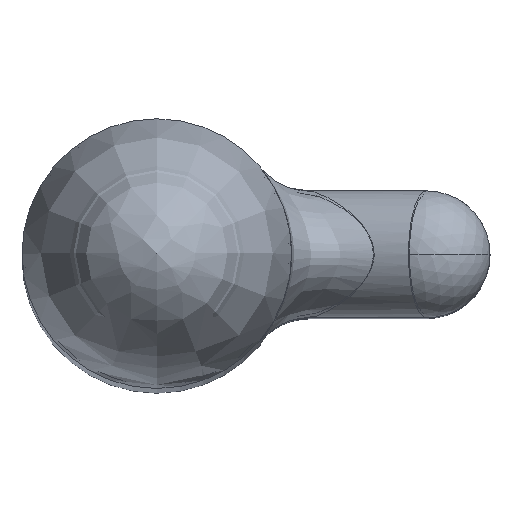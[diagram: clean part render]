
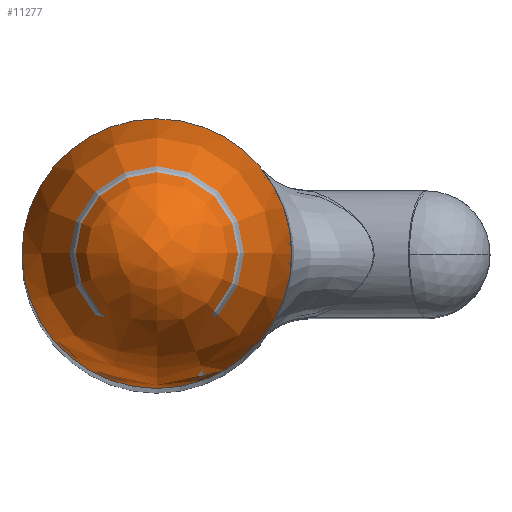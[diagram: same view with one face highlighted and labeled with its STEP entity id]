
A CAD part, top view. The second image highlights one B-rep face of the part: STEP entity #11277.
In plain terms, the highlighted free-form (B-spline) face has degree [3, 2] with [4, 9] control points.
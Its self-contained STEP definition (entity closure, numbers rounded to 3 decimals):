
#1361 = EDGE_CURVE('',#1362,#1364,#1366,.T.);
#1362 = VERTEX_POINT('',#1363);
#1363 = CARTESIAN_POINT('',(0.,-42.5,850.));
#1364 = VERTEX_POINT('',#1365);
#1365 = CARTESIAN_POINT('',(-42.5,0.,850.));
#1366 = CIRCLE('',#1367,42.5);
#1367 = AXIS2_PLACEMENT_3D('',#1368,#1369,#1370);
#1368 = CARTESIAN_POINT('',(0.,0.,850.));
#1369 = DIRECTION('',(0.,0.,1.));
#1370 = DIRECTION('',(1.,0.,-0.));
#1372 = EDGE_CURVE('',#1364,#1362,#1373,.T.);
#1373 = CIRCLE('',#1374,42.5);
#1374 = AXIS2_PLACEMENT_3D('',#1375,#1376,#1377);
#1375 = CARTESIAN_POINT('',(0.,0.,850.));
#1376 = DIRECTION('',(0.,0.,1.));
#1377 = DIRECTION('',(1.,0.,-0.));
#11277 = ADVANCED_FACE('',(#11278),#11292,.T.);
#11278 = FACE_BOUND('',#11279,.T.);
#11279 = EDGE_LOOP('',(#11280,#11289,#11290,#11291));
#11280 = ORIENTED_EDGE('',*,*,#11281,.F.);
#11281 = EDGE_CURVE('',#11282,#1362,#11284,.T.);
#11282 = VERTEX_POINT('',#11283);
#11283 = CARTESIAN_POINT('',(0.,0.,920.));
#11284 = B_SPLINE_CURVE_WITH_KNOTS('',3,(#11285,#11286,#11287,#11288),
  .UNSPECIFIED.,.F.,.F.,(4,4),(0.,1.),.PIECEWISE_BEZIER_KNOTS.);
#11285 = CARTESIAN_POINT('',(0.,0.,920.));
#11286 = CARTESIAN_POINT('',(0.,-26.088,915.768));
#11287 = CARTESIAN_POINT('',(0.,-40.869,885.1));
#11288 = CARTESIAN_POINT('',(0.,-42.5,850.));
#11289 = ORIENTED_EDGE('',*,*,#11281,.T.);
#11290 = ORIENTED_EDGE('',*,*,#1361,.T.);
#11291 = ORIENTED_EDGE('',*,*,#1372,.T.);
#11292 = ( BOUNDED_SURFACE() B_SPLINE_SURFACE(3,2,(
    (#11293,#11294,#11295,#11296,#11297,#11298,#11299,#11300,#11301)
    ,(#11302,#11303,#11304,#11305,#11306,#11307,#11308,#11309,#11310)
    ,(#11311,#11312,#11313,#11314,#11315,#11316,#11317,#11318,#11319)
    ,(#11320,#11321,#11322,#11323,#11324,#11325,#11326,#11327,#11328
)),.UNSPECIFIED.,.F.,.T.,.F.) B_SPLINE_SURFACE_WITH_KNOTS((4,4),(1,2,2,2
    ,2,2,1),(-1.,0.),(-1.571,0.,1.571,3.142,
    4.712,6.283,7.854),.UNSPECIFIED.) 
GEOMETRIC_REPRESENTATION_ITEM() RATIONAL_B_SPLINE_SURFACE((
    (1.,0.707,1.,0.707,1.,0.707,1.
      ,0.707,1.)
    ,(1.,0.707,1.,0.707,1.,0.707,1.
      ,0.707,1.)
    ,(1.,0.707,1.,0.707,1.,0.707,1.
      ,0.707,1.)
    ,(1.,0.707,1.,0.707,1.,0.707,1.
,0.707,1.))) REPRESENTATION_ITEM('') SURFACE() );
#11293 = CARTESIAN_POINT('',(0.,-42.5,850.));
#11294 = CARTESIAN_POINT('',(-42.5,-42.5,850.));
#11295 = CARTESIAN_POINT('',(-42.5,0.,850.));
#11296 = CARTESIAN_POINT('',(-42.5,42.5,850.));
#11297 = CARTESIAN_POINT('',(0.,42.5,850.));
#11298 = CARTESIAN_POINT('',(42.5,42.5,850.));
#11299 = CARTESIAN_POINT('',(42.5,0.,850.));
#11300 = CARTESIAN_POINT('',(42.5,-42.5,850.));
#11301 = CARTESIAN_POINT('',(0.,-42.5,850.));
#11302 = CARTESIAN_POINT('',(0.,-40.869,885.1));
#11303 = CARTESIAN_POINT('',(-40.869,-40.869,
    885.1));
#11304 = CARTESIAN_POINT('',(-40.869,0.,
    885.1));
#11305 = CARTESIAN_POINT('',(-40.869,40.869,
    885.1));
#11306 = CARTESIAN_POINT('',(0.,40.869,885.1));
#11307 = CARTESIAN_POINT('',(40.869,40.869,
    885.1));
#11308 = CARTESIAN_POINT('',(40.869,0.,
    885.1));
#11309 = CARTESIAN_POINT('',(40.869,-40.869,
    885.1));
#11310 = CARTESIAN_POINT('',(0.,-40.869,885.1));
#11311 = CARTESIAN_POINT('',(0.,-26.088,915.768));
#11312 = CARTESIAN_POINT('',(-26.088,-26.088,
    915.768));
#11313 = CARTESIAN_POINT('',(-26.088,0.,
    915.768));
#11314 = CARTESIAN_POINT('',(-26.088,26.088,
    915.768));
#11315 = CARTESIAN_POINT('',(0.,26.088,915.768));
#11316 = CARTESIAN_POINT('',(26.088,26.088,
    915.768));
#11317 = CARTESIAN_POINT('',(26.088,0.,
    915.768));
#11318 = CARTESIAN_POINT('',(26.088,-26.088,
    915.768));
#11319 = CARTESIAN_POINT('',(0.,-26.088,915.768));
#11320 = CARTESIAN_POINT('',(0.,0.,920.));
#11321 = CARTESIAN_POINT('',(0.,0.,920.
    ));
#11322 = CARTESIAN_POINT('',(0.,0.,920.)
  );
#11323 = CARTESIAN_POINT('',(0.,0.,920.
    ));
#11324 = CARTESIAN_POINT('',(0.,0.,920.));
#11325 = CARTESIAN_POINT('',(0.,0.,
    920.));
#11326 = CARTESIAN_POINT('',(0.,0.,920.)
  );
#11327 = CARTESIAN_POINT('',(0.,0.,
    920.));
#11328 = CARTESIAN_POINT('',(0.,0.,920.));
